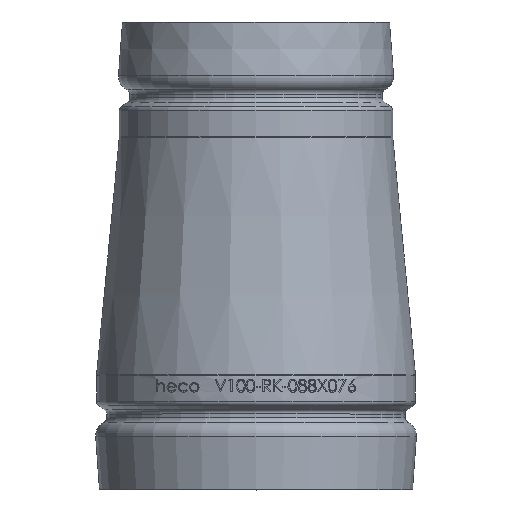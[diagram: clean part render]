
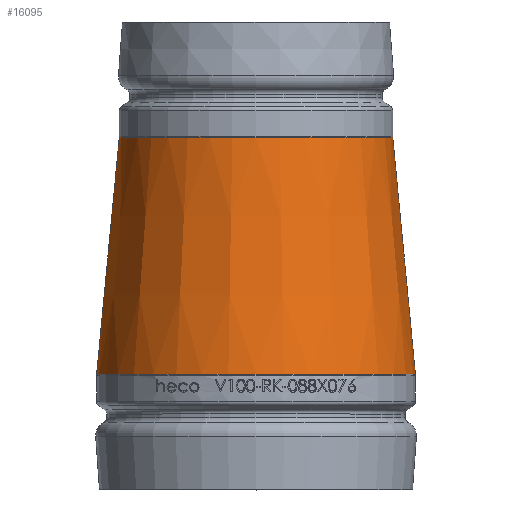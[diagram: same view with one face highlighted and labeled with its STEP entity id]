
A CAD part, top view. The second image highlights one B-rep face of the part: STEP entity #16095.
In plain terms, the highlighted conical face has half-angle 5.471 degrees and reference radius 41.275 mm.
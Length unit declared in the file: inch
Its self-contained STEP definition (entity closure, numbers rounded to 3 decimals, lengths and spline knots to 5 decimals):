
#2778 = ORIENTED_EDGE ( 'NONE', *, *, #3421, .T. ) ;
#3312 = DIRECTION ( 'NONE',  ( -1., 0., 0. ) ) ;
#3421 = EDGE_CURVE ( 'NONE', #9353, #9353, #6786, .T. ) ;
#4107 = DIRECTION ( 'NONE',  ( 0., 1., 0. ) ) ;
#4292 = CARTESIAN_POINT ( 'NONE',  ( 0., 1.26476, 0. ) ) ;
#4848 = VERTEX_POINT ( 'NONE', #14836 ) ;
#5450 = CARTESIAN_POINT ( 'NONE',  ( -1.74954, 1.26476, 0. ) ) ;
#6786 = CIRCLE ( 'NONE', #17230, 1.74954 ) ;
#6919 = FACE_OUTER_BOUND ( 'NONE', #10321, .T. ) ;
#7027 = CIRCLE ( 'NONE', #11865, 1.50046 ) ;
#7427 = CARTESIAN_POINT ( 'NONE',  ( 0., 3.86524, 0. ) ) ;
#8640 = ORIENTED_EDGE ( 'NONE', *, *, #13152, .T. ) ;
#9353 = VERTEX_POINT ( 'NONE', #5450 ) ;
#10321 = EDGE_LOOP ( 'NONE', ( #2778 ) ) ;
#10536 = FACE_BOUND ( 'NONE', #15747, .T. ) ;
#11505 = DIRECTION ( 'NONE',  ( 0., -1., 0. ) ) ;
#11865 = AXIS2_PLACEMENT_3D ( 'NONE', #7427, #17045, #15650 ) ;
#13152 = EDGE_CURVE ( 'NONE', #4848, #4848, #7027, .T. ) ;
#13341 = CONICAL_SURFACE ( 'NONE', #15786, 1.625, 0.095 ) ;
#14335 = CARTESIAN_POINT ( 'NONE',  ( 0., 2.565, 0. ) ) ;
#14836 = CARTESIAN_POINT ( 'NONE',  ( 1.50046, 3.86524, 0. ) ) ;
#15650 = DIRECTION ( 'NONE',  ( 1., 0., 0. ) ) ;
#15747 = EDGE_LOOP ( 'NONE', ( #8640 ) ) ;
#15786 = AXIS2_PLACEMENT_3D ( 'NONE', #14335, #11505, #3312 ) ;
#16095 = ADVANCED_FACE ( 'NONE', ( #10536, #6919 ), #13341, .T. ) ;
#16386 = DIRECTION ( 'NONE',  ( -1., 0., 0. ) ) ;
#17045 = DIRECTION ( 'NONE',  ( 0., -1., 0. ) ) ;
#17230 = AXIS2_PLACEMENT_3D ( 'NONE', #4292, #4107, #16386 ) ;
